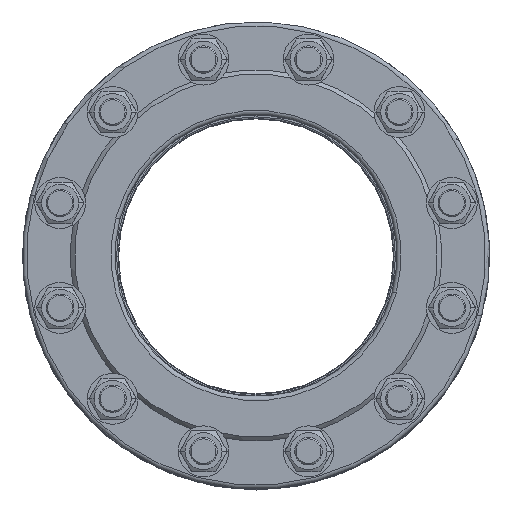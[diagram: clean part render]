
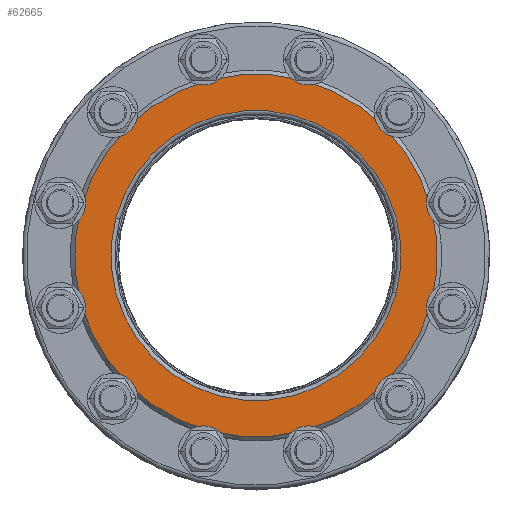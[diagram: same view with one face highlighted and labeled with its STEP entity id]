
A CAD part, top view. The second image highlights one B-rep face of the part: STEP entity #62665.
In plain terms, the highlighted planar face has unit normal (0, 0, 1).
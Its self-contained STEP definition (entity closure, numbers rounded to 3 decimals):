
#22894=CARTESIAN_POINT('',(0.,0.,348.));
#22895=DIRECTION('',(0.,0.,1.));
#22896=DIRECTION('',(0.259,0.966,0.));
#22897=AXIS2_PLACEMENT_3D('',#22894,#22895,#22896);
#22899=CARTESIAN_POINT('',(0.,0.,348.));
#22900=DIRECTION('',(0.,0.,1.));
#22901=DIRECTION('',(-0.259,-0.966,0.));
#22902=AXIS2_PLACEMENT_3D('',#22899,#22900,#22901);
#22904=CARTESIAN_POINT('',(0.,0.,348.));
#22905=DIRECTION('',(0.,0.,-1.));
#22906=DIRECTION('',(0.966,-0.259,0.));
#22907=AXIS2_PLACEMENT_3D('',#22904,#22905,#22906);
#26196=CARTESIAN_POINT('',(0.,0.,348.));
#26197=DIRECTION('',(0.,0.,-1.));
#26198=DIRECTION('',(-0.966,0.259,0.));
#26199=AXIS2_PLACEMENT_3D('',#26196,#26197,#26198);
#58694=CARTESIAN_POINT('',(34.164,127.502,348.));
#58696=VERTEX_POINT('',#58694);
#58698=CARTESIAN_POINT('',(-34.164,-127.502,348.));
#58700=VERTEX_POINT('',#58698);
#58870=CARTESIAN_POINT('',(101.953,-27.318,348.));
#58871=CARTESIAN_POINT('',(-101.953,27.318,348.));
#58872=VERTEX_POINT('',#58870);
#58873=VERTEX_POINT('',#58871);
#62649=CARTESIAN_POINT('',(30.741,114.728,348.));
#62650=DIRECTION('',(0.,0.,1.));
#62651=DIRECTION('',(0.966,-0.259,0.));
#62652=AXIS2_PLACEMENT_3D('',#62649,#62650,#62651);
#62653=PLANE('',#62652);
#62655=ORIENTED_EDGE('',*,*,#62654,.F.);
#62656=ORIENTED_EDGE('',*,*,#62592,.F.);
#62657=EDGE_LOOP('',(#62655,#62656));
#62658=FACE_OUTER_BOUND('',#62657,.F.);
#62660=ORIENTED_EDGE('',*,*,#62659,.F.);
#62662=ORIENTED_EDGE('',*,*,#62661,.F.);
#62663=EDGE_LOOP('',(#62660,#62662));
#62664=FACE_BOUND('',#62663,.F.);
#62665=ADVANCED_FACE('',(#62658,#62664),#62653,.T.);
#22898=CIRCLE('',#22897,132.);
#22903=CIRCLE('',#22902,132.);
#22908=CIRCLE('',#22907,105.55);
#26200=CIRCLE('',#26199,105.55);
#62592=EDGE_CURVE('',#58700,#58696,#22903,.T.);
#62654=EDGE_CURVE('',#58696,#58700,#22898,.T.);
#62659=EDGE_CURVE('',#58873,#58872,#26200,.T.);
#62661=EDGE_CURVE('',#58872,#58873,#22908,.T.);
